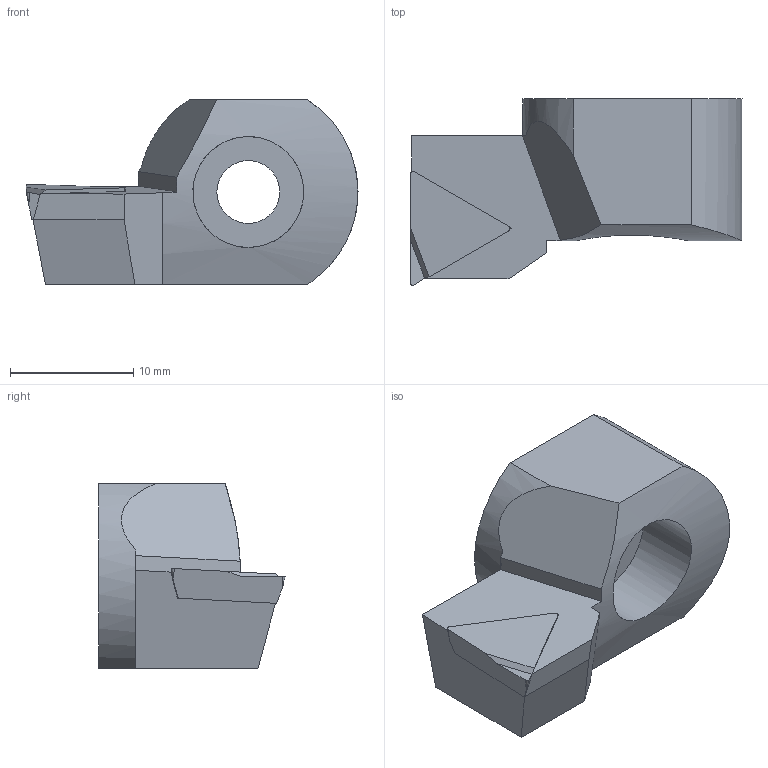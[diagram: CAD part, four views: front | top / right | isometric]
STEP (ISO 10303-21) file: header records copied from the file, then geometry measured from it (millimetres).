
FILE_DESCRIPTION(/* description */ (''),/* implementation_level */ '2;1');
FILE_NAME(/* name */ 'STFPR-D46x54.stp',/* time_stamp */ '2023-10-19T11:00:39+03:00',/* author */ (''),/* organization */ (''),/* preprocessor_version */ 'ST-DEVELOPER v19.4',/* originating_system */ 'SIEMENS PLM Software NX2306.3001',/* authorisation */ '');
FILE_SCHEMA (('AP203_CONFIGURATION_CONTROLLED_3D_DESIGN_OF_MECHANICAL_PARTS_AND_ASSEMBLIES_MIM_LF { 1 0 10303 403 2 1 2}'));
Length unit declared in the file: millimetre
Products named in the file (1): model1
Bounding box: 26.94 x 15.13 x 15 mm (x, y, z)
Volume: 2791.7 mm3; surface area: 1761.5 mm2
Topology: 2 solids, 2 shells, 31 faces, 83 edges, 54 vertices
Faces by surface type: plane 23, cylinder 5, cone 3
Full cylindrical faces by diameter (mm): 5.1 x1, 9 x1
Entity records: 1023 total; most frequent: CARTESIAN_POINT 184, ORIENTED_EDGE 152, DIRECTION 152, EDGE_CURVE 76, LINE 60, VECTOR 60, VERTEX_POINT 52, AXIS2_PLACEMENT_3D 46
